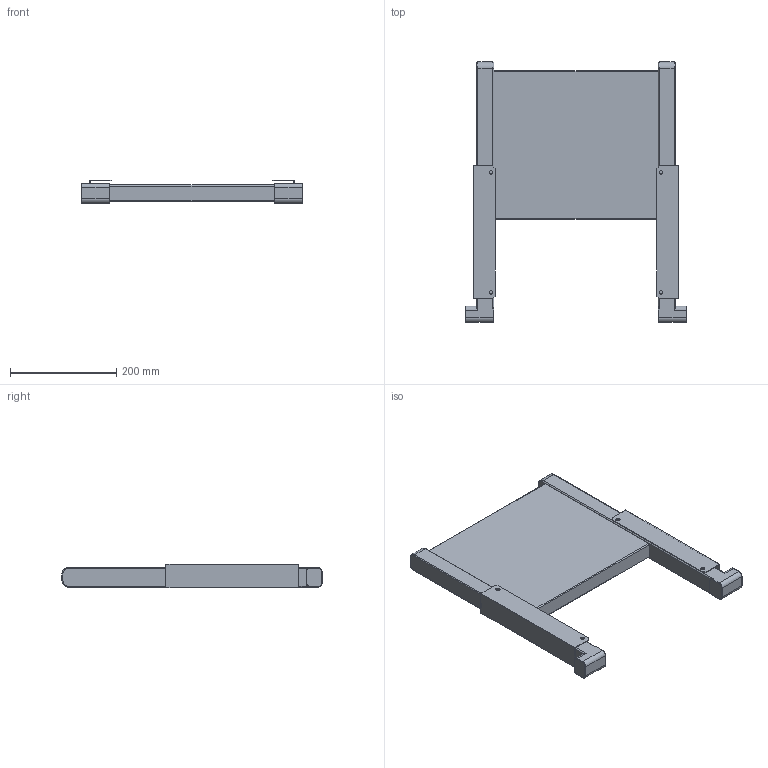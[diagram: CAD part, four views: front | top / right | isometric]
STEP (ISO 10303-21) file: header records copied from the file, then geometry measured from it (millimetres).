
FILE_DESCRIPTION(/* description */ (''),/* implementation_level */ '2;1');
FILE_NAME(/* name */ '3D_600-0339-XX.sat.ipt.stp',/* time_stamp */ '2024-07-30T15:06:30+02:00',/* author */ (''),/* organization */ (''),/* preprocessor_version */ 'ST-DEVELOPER v18.1',/* originating_system */ 'Autodesk Inventor 2021',/* authorisation */ '');
FILE_SCHEMA (('CONFIG_CONTROL_DESIGN'));
Length unit declared in the file: millimetre
Products named in the file (1): 3D_600-0339-XX.sat
Bounding box: 418 x 490 x 45 mm (x, y, z)
Volume: 3993690.3 mm3; surface area: 405581.9 mm2
Topology: 1 solids, 1 shells, 140 faces, 352 edges, 216 vertices
Faces by surface type: cylinder 54, plane 50, torus 28, bspline 4, cone 4
Full cylindrical faces by diameter (mm): 6.5 x4
Entity records: 4346 total; most frequent: CARTESIAN_POINT 865, DIRECTION 750, ORIENTED_EDGE 704, EDGE_CURVE 352, AXIS2_PLACEMENT_3D 277, VERTEX_POINT 216, LINE 196, VECTOR 196
